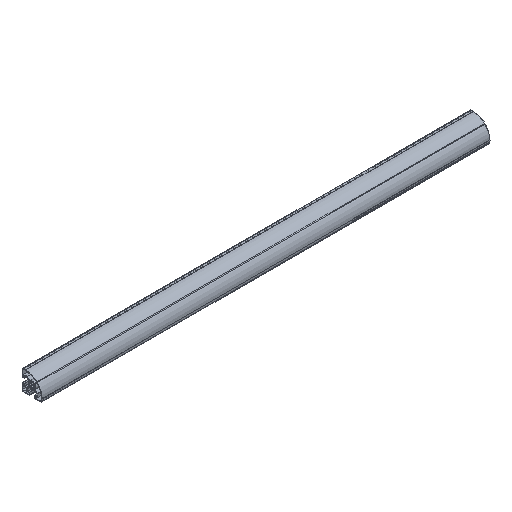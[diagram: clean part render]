
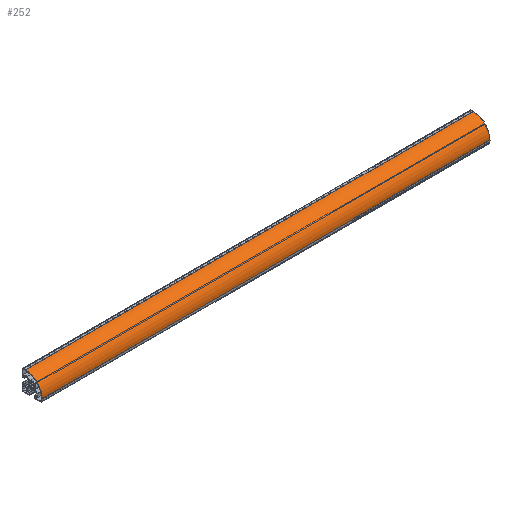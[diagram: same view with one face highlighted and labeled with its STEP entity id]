
A CAD part, isometric view. The second image highlights one B-rep face of the part: STEP entity #252.
In plain terms, the highlighted cylindrical face has radius 37.5 mm (diameter 75 mm), a partial arc.
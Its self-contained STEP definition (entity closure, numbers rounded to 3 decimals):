
#252=ADVANCED_FACE('',(#535),#536,.T.);
#535=FACE_OUTER_BOUND('',#854,.T.);
#536=CYLINDRICAL_SURFACE('',#855,37.5);
#854=EDGE_LOOP('',(#1482,#1483,#1484,#1485));
#855=AXIS2_PLACEMENT_3D('',#1486,#1487,#1488);
#1482=ORIENTED_EDGE('',*,*,#2230,.T.);
#1483=ORIENTED_EDGE('',*,*,#2231,.F.);
#1484=ORIENTED_EDGE('',*,*,#2232,.T.);
#1485=ORIENTED_EDGE('',*,*,#2227,.T.);
#1486=CARTESIAN_POINT('',(1000.0,15.,-15.));
#1487=DIRECTION('',(-1.0,-0.0,0.0));
#1488=DIRECTION('',(0.0,-1.0,0.));
#2227=EDGE_CURVE('',#2753,#2751,#2754,.T.);
#2230=EDGE_CURVE('',#2751,#2757,#2758,.T.);
#2231=EDGE_CURVE('',#2759,#2757,#2760,.T.);
#2232=EDGE_CURVE('',#2759,#2753,#2761,.T.);
#2751=VERTEX_POINT('',#3487);
#2753=VERTEX_POINT('',#3490);
#2754=LINE('',#3491,#3492);
#2757=VERTEX_POINT('',#3496);
#2758=CIRCLE('',#3497,37.5);
#2759=VERTEX_POINT('',#3498);
#2760=LINE('',#3499,#3500);
#2761=CIRCLE('',#3501,37.5);
#3487=CARTESIAN_POINT('',(0.0,15.,22.5));
#3490=CARTESIAN_POINT('',(1000.0,15.,22.5));
#3491=CARTESIAN_POINT('',(1000.0,15.,22.5));
#3492=VECTOR('',#4088,1.0);
#3496=CARTESIAN_POINT('',(0.0,-22.5,-15.));
#3497=AXIS2_PLACEMENT_3D('',#4090,#4091,#4092);
#3498=CARTESIAN_POINT('',(1000.0,-22.5,-15.));
#3499=CARTESIAN_POINT('',(1000.0,-22.5,-15.));
#3500=VECTOR('',#4093,1.0);
#3501=AXIS2_PLACEMENT_3D('',#4094,#4095,#4096);
#4088=DIRECTION('',(-1.0,0.0,0.0));
#4090=CARTESIAN_POINT('',(0.0,15.,-15.));
#4091=DIRECTION('',(1.0,0.0,0.0));
#4092=DIRECTION('',(0.0,-1.0,0.));
#4093=DIRECTION('',(-1.0,0.0,0.0));
#4094=CARTESIAN_POINT('',(1000.0,15.,-15.));
#4095=DIRECTION('',(-1.0,-0.0,0.0));
#4096=DIRECTION('',(0.0,-1.0,0.));
